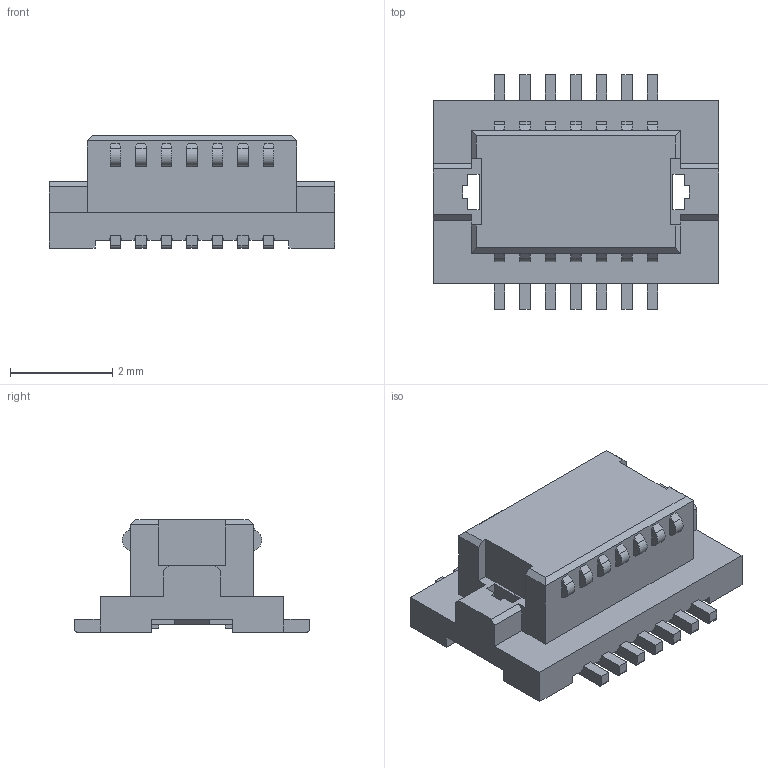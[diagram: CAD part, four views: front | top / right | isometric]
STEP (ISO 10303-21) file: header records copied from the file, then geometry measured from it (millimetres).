
FILE_DESCRIPTION(('Creo Elements/Direct Modeling STEP Export'),'2;1');
FILE_NAME('DF12NC(3.0)-14DS.stp','2020-09-24T18:53:03',(''),(''),'Creo Elements/Direct Modeling STEP processor for AP214 (Solid Model)','Creo Elements/Direct Modeling 19.0F 14-Feb-2017 (C) Parametric Technology GmbH','');
FILE_SCHEMA(('AUTOMOTIVE_DESIGN { 1 0 10303 214 1 1 1 1 }'));
Length unit declared in the file: millimetre
Products named in the file (2): DF12NC_3_0_-14DS.prt; DF12NC_3_0_-14DS.stp
Assembly tree (1 placements, depth 2):
  DF12NC_3_0_-14DS.stp
    DF12NC_3_0_-14DS.prt
Bounding box: 5.6 x 4.6 x 2.2 mm (x, y, z)
Volume: 26.9 mm3; surface area: 92 mm2
Topology: 1 solids, 1 shells, 428 faces, 1222 edges, 808 vertices
Faces by surface type: plane 372, cylinder 56
Entity records: 13791 total; most frequent: CARTESIAN_POINT 2460, ORIENTED_EDGE 2444, DIRECTION 2194, EDGE_CURVE 1222, VECTOR 1110, LINE 1110, VERTEX_POINT 808, AXIS2_PLACEMENT_3D 542
